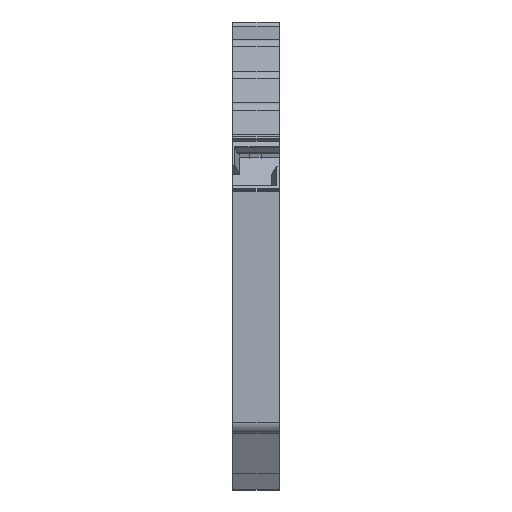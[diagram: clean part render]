
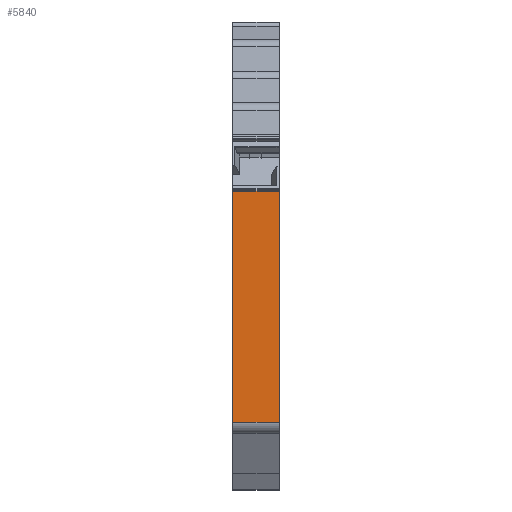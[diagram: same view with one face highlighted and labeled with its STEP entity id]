
A CAD part, front view. The second image highlights one B-rep face of the part: STEP entity #5840.
In plain terms, the highlighted planar face has unit normal (0, -1, 0).
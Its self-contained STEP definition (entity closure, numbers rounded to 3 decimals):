
#5813=AXIS2_PLACEMENT_3D('Plane Axis2P3D',#5810,#5811,#5812) ;
#5788=CARTESIAN_POINT('Vertex',(0.,0.,33.036)) ;
#5791=CARTESIAN_POINT('Line Origine',(5.94,0.,33.036)) ;
#5795=CARTESIAN_POINT('Vertex',(5.1,0.,33.036)) ;
#5810=CARTESIAN_POINT('Axis2P3D Location',(0.,0.,16.2)) ;
#5815=CARTESIAN_POINT('Line Origine',(0.,0.,20.261)) ;
#5819=CARTESIAN_POINT('Vertex',(0.,0.,7.486)) ;
#5822=CARTESIAN_POINT('Line Origine',(2.55,0.,7.486)) ;
#5826=CARTESIAN_POINT('Vertex',(5.1,0.,7.486)) ;
#5829=CARTESIAN_POINT('Line Origine',(5.1,0.,20.261)) ;
#5792=DIRECTION('Vector Direction',(1.,0.,0.)) ;
#5811=DIRECTION('Axis2P3D Direction',(0.,-1.,0.)) ;
#5812=DIRECTION('Axis2P3D XDirection',(-1.,0.,0.)) ;
#5816=DIRECTION('Vector Direction',(0.,0.,1.)) ;
#5823=DIRECTION('Vector Direction',(1.,0.,0.)) ;
#5830=DIRECTION('Vector Direction',(0.,0.,1.)) ;
#5793=VECTOR('Line Direction',#5792,1.) ;
#5817=VECTOR('Line Direction',#5816,1.) ;
#5824=VECTOR('Line Direction',#5823,1.) ;
#5831=VECTOR('Line Direction',#5830,1.) ;
#5835=ORIENTED_EDGE('',*,*,#5821,.F.) ;
#5836=ORIENTED_EDGE('',*,*,#5828,.F.) ;
#5837=ORIENTED_EDGE('',*,*,#5833,.F.) ;
#5838=ORIENTED_EDGE('',*,*,#5797,.F.) ;
#5840=ADVANCED_FACE('V1',(#5839),#5814,.T.) ;
#5797=EDGE_CURVE('',#5789,#5796,#5794,.T.) ;
#5821=EDGE_CURVE('',#5820,#5789,#5818,.T.) ;
#5828=EDGE_CURVE('',#5827,#5820,#5825,.F.) ;
#5833=EDGE_CURVE('',#5796,#5827,#5832,.F.) ;
#5834=EDGE_LOOP('',(#5835,#5836,#5837,#5838)) ;
#5839=FACE_OUTER_BOUND('',#5834,.T.) ;
#5794=LINE('Line',#5791,#5793) ;
#5818=LINE('Line',#5815,#5817) ;
#5825=LINE('Line',#5822,#5824) ;
#5832=LINE('Line',#5829,#5831) ;
#5814=PLANE('',#5813) ;
#5789=VERTEX_POINT('',#5788) ;
#5796=VERTEX_POINT('',#5795) ;
#5820=VERTEX_POINT('',#5819) ;
#5827=VERTEX_POINT('',#5826) ;
